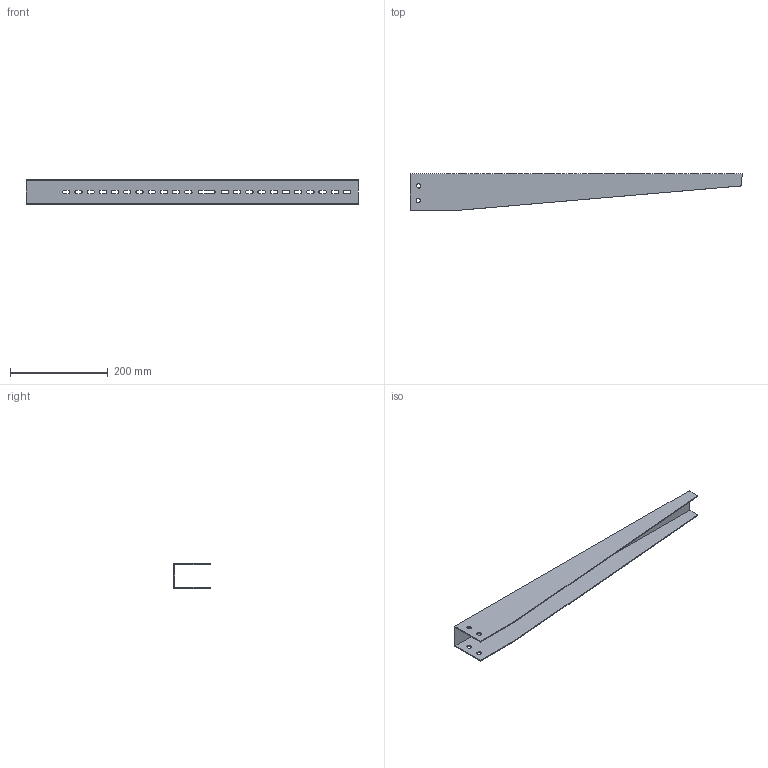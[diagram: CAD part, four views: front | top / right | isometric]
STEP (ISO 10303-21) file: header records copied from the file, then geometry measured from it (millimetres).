
FILE_DESCRIPTION (( 'STEP AP203' ), '1' );
FILE_NAME ('CLP1CZ-600-1 Êðîíøòåéí 600 ìì.STEP', '2016-03-15T13:26:40', ( '' ), ( '' ), 'SwSTEP 2.0', 'SolidWorks 2014', '' );
FILE_SCHEMA (( 'CONFIG_CONTROL_DESIGN' ));
Length unit declared in the file: millimetre
Products named in the file (1): CLP1CZ-600-1 Êðîíøòåéí 600 ìì
Bounding box: 680 x 75 x 50 mm (x, y, z)
Volume: 203424.8 mm3; surface area: 208791.2 mm2
Topology: 1 solids, 1 shells, 116 faces, 338 edges, 224 vertices
Faces by surface type: plane 66, cylinder 50
Full cylindrical faces by diameter (mm): 9 x4
Entity records: 3979 total; most frequent: CARTESIAN_POINT 667, DIRECTION 664, ORIENTED_EDGE 660, EDGE_CURVE 330, VECTOR 230, LINE 230, VERTEX_POINT 220, AXIS2_PLACEMENT_3D 217
